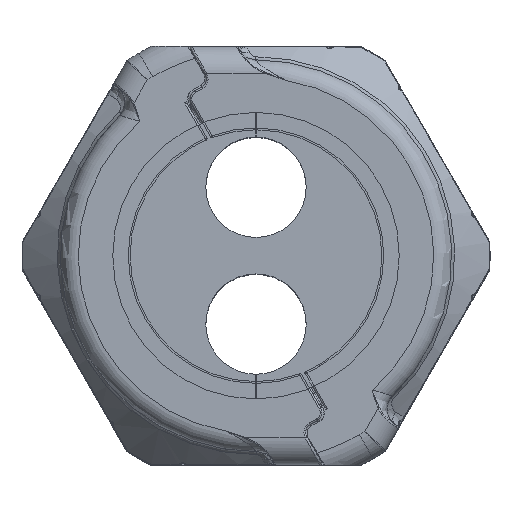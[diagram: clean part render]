
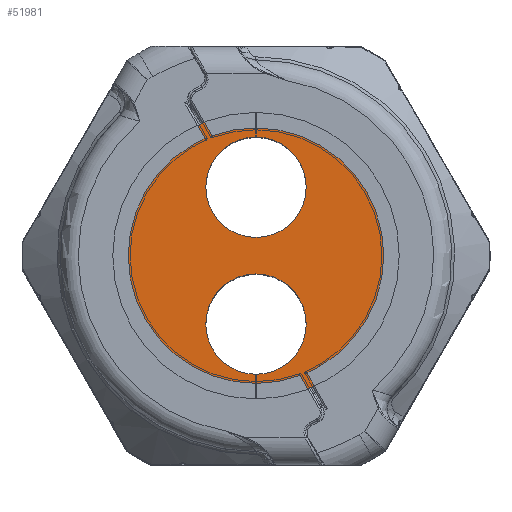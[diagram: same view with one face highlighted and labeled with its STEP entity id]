
A CAD part, top view. The second image highlights one B-rep face of the part: STEP entity #51981.
In plain terms, the highlighted face is planar.
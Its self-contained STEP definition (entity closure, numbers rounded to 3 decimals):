
#954 = CARTESIAN_POINT ( 'NONE',  ( 0.05, 0., 13. ) ) ;
#2647 = AXIS2_PLACEMENT_3D ( 'NONE', #38491, #9210, #43397 ) ;
#3640 = DIRECTION ( 'NONE',  ( 0., 0., 1. ) ) ;
#4314 = ORIENTED_EDGE ( 'NONE', *, *, #13670, .F. ) ;
#4571 = VECTOR ( 'NONE', #22996, 1000. ) ;
#6799 = VERTEX_POINT ( 'NONE', #9808 ) ;
#6905 = LINE ( 'NONE', #6937, #45951 ) ;
#6937 = CARTESIAN_POINT ( 'NONE',  ( 0.05, 0., -18. ) ) ;
#7586 = CIRCLE ( 'NONE', #2647, 5.5 ) ;
#9210 = DIRECTION ( 'NONE',  ( 0., -1., 0. ) ) ;
#9284 = CARTESIAN_POINT ( 'NONE',  ( 0., 0., -7.5 ) ) ;
#9762 = CARTESIAN_POINT ( 'NONE',  ( 0.05, 0., -15.7 ) ) ;
#9808 = CARTESIAN_POINT ( 'NONE',  ( 0.05, 0., 15.7 ) ) ;
#10309 = DIRECTION ( 'NONE',  ( 0., 0., 1. ) ) ;
#10441 = EDGE_CURVE ( 'NONE', #26704, #53665, #25797, .T. ) ;
#11442 = CARTESIAN_POINT ( 'NONE',  ( 0., 0., 0. ) ) ;
#12352 = EDGE_LOOP ( 'NONE', ( #24784, #4314, #41705, #14823, #29485, #28666, #37960, #57230, #51103 ) ) ;
#13670 = EDGE_CURVE ( 'NONE', #27872, #6799, #18588, .T. ) ;
#14221 = DIRECTION ( 'NONE',  ( 0., 0., 1. ) ) ;
#14823 = ORIENTED_EDGE ( 'NONE', *, *, #48278, .F. ) ;
#15418 = CARTESIAN_POINT ( 'NONE',  ( -0.05, 0., 15.7 ) ) ;
#16314 = AXIS2_PLACEMENT_3D ( 'NONE', #62230, #33005, #3640 ) ;
#16388 = DIRECTION ( 'NONE',  ( 0., 0., 1. ) ) ;
#16624 = DIRECTION ( 'NONE',  ( 0., 0., 1. ) ) ;
#18588 = LINE ( 'NONE', #37439, #43032 ) ;
#22586 = VERTEX_POINT ( 'NONE', #9762 ) ;
#22816 = CARTESIAN_POINT ( 'NONE',  ( -0.05, 0., -15.7 ) ) ;
#22996 = DIRECTION ( 'NONE',  ( 0., 0., -1. ) ) ;
#23192 = CIRCLE ( 'NONE', #39782, 5.5 ) ;
#24784 = ORIENTED_EDGE ( 'NONE', *, *, #58424, .F. ) ;
#24866 = EDGE_CURVE ( 'NONE', #22586, #50852, #6905, .T. ) ;
#25002 = VERTEX_POINT ( 'NONE', #47131 ) ;
#25420 = CARTESIAN_POINT ( 'NONE',  ( 0., 0., 0. ) ) ;
#25653 = EDGE_CURVE ( 'NONE', #25002, #27872, #7586, .T. ) ;
#25797 = CIRCLE ( 'NONE', #16314, 5.5 ) ;
#25829 = VERTEX_POINT ( 'NONE', #15418 ) ;
#26704 = VERTEX_POINT ( 'NONE', #39815 ) ;
#27670 = AXIS2_PLACEMENT_3D ( 'NONE', #29799, #39573, #10309 ) ;
#27842 = DIRECTION ( 'NONE',  ( 0., 0., 1. ) ) ;
#27872 = VERTEX_POINT ( 'NONE', #954 ) ;
#28666 = ORIENTED_EDGE ( 'NONE', *, *, #61079, .F. ) ;
#29465 = CARTESIAN_POINT ( 'NONE',  ( -0.05, 0., -13. ) ) ;
#29485 = ORIENTED_EDGE ( 'NONE', *, *, #31065, .F. ) ;
#29595 = PLANE ( 'NONE',  #27670 ) ;
#29799 = CARTESIAN_POINT ( 'NONE',  ( 0., 0., 0. ) ) ;
#30347 = DIRECTION ( 'NONE',  ( 0., 0., 1. ) ) ;
#30705 = LINE ( 'NONE', #33686, #53536 ) ;
#30902 = CIRCLE ( 'NONE', #32880, 15.7 ) ;
#31065 = EDGE_CURVE ( 'NONE', #48109, #25829, #30902, .T. ) ;
#32880 = AXIS2_PLACEMENT_3D ( 'NONE', #11442, #45628, #16388 ) ;
#33005 = DIRECTION ( 'NONE',  ( 0., -1., 0. ) ) ;
#33686 = CARTESIAN_POINT ( 'NONE',  ( -0.05, 0., 18. ) ) ;
#36777 = CARTESIAN_POINT ( 'NONE',  ( 0.05, 0., -13. ) ) ;
#37439 = CARTESIAN_POINT ( 'NONE',  ( 0.05, 0., 13. ) ) ;
#37960 = ORIENTED_EDGE ( 'NONE', *, *, #10441, .F. ) ;
#38137 = CARTESIAN_POINT ( 'NONE',  ( -0.05, 0., -13. ) ) ;
#38491 = CARTESIAN_POINT ( 'NONE',  ( 0., 0., 7.5 ) ) ;
#39046 = LINE ( 'NONE', #38137, #4571 ) ;
#39573 = DIRECTION ( 'NONE',  ( 0., 1., 0. ) ) ;
#39782 = AXIS2_PLACEMENT_3D ( 'NONE', #9284, #43463, #14221 ) ;
#39815 = CARTESIAN_POINT ( 'NONE',  ( 0., 0., -2. ) ) ;
#41705 = ORIENTED_EDGE ( 'NONE', *, *, #25653, .F. ) ;
#43032 = VECTOR ( 'NONE', #27842, 1000. ) ;
#43397 = DIRECTION ( 'NONE',  ( 0., 0., 1. ) ) ;
#43463 = DIRECTION ( 'NONE',  ( 0., -1., 0. ) ) ;
#45628 = DIRECTION ( 'NONE',  ( 0., 1., 0. ) ) ;
#45951 = VECTOR ( 'NONE', #16624, 1000. ) ;
#46735 = AXIS2_PLACEMENT_3D ( 'NONE', #25420, #59546, #30347 ) ;
#47131 = CARTESIAN_POINT ( 'NONE',  ( -0.05, 0., 13. ) ) ;
#48109 = VERTEX_POINT ( 'NONE', #22816 ) ;
#48278 = EDGE_CURVE ( 'NONE', #25829, #25002, #30705, .T. ) ;
#50852 = VERTEX_POINT ( 'NONE', #36777 ) ;
#51103 = ORIENTED_EDGE ( 'NONE', *, *, #24866, .F. ) ;
#51981 = ADVANCED_FACE ( 'NONE', ( #57768 ), #29595, .F. ) ;
#52250 = CIRCLE ( 'NONE', #46735, 15.7 ) ;
#53044 = DIRECTION ( 'NONE',  ( 0., 0., -1. ) ) ;
#53536 = VECTOR ( 'NONE', #53044, 1000. ) ;
#53665 = VERTEX_POINT ( 'NONE', #29465 ) ;
#57230 = ORIENTED_EDGE ( 'NONE', *, *, #59141, .F. ) ;
#57768 = FACE_OUTER_BOUND ( 'NONE', #12352, .T. ) ;
#58424 = EDGE_CURVE ( 'NONE', #6799, #22586, #52250, .T. ) ;
#59141 = EDGE_CURVE ( 'NONE', #50852, #26704, #23192, .T. ) ;
#59546 = DIRECTION ( 'NONE',  ( 0., 1., 0. ) ) ;
#61079 = EDGE_CURVE ( 'NONE', #53665, #48109, #39046, .T. ) ;
#62230 = CARTESIAN_POINT ( 'NONE',  ( 0., 0., -7.5 ) ) ;
